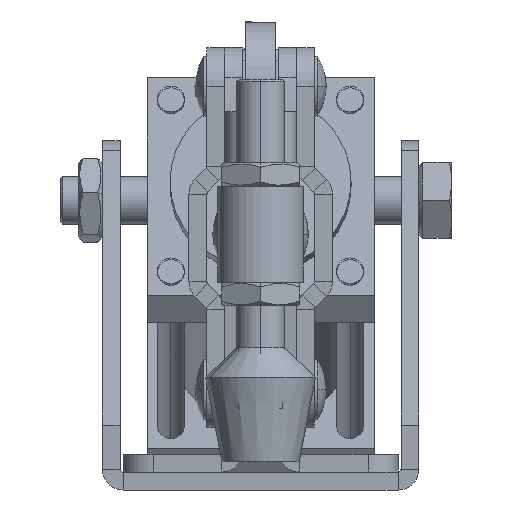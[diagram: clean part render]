
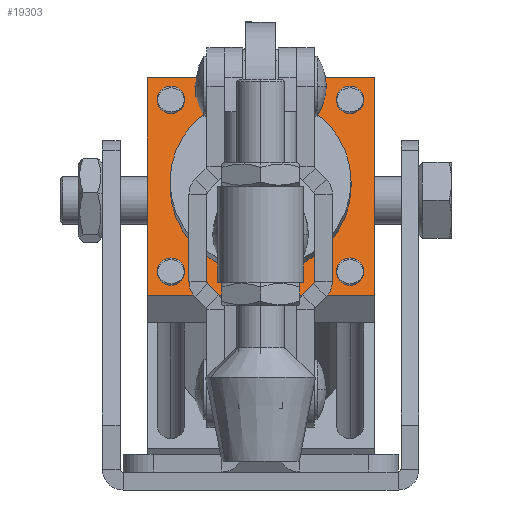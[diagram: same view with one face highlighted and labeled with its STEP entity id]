
A CAD part, left-side view. The second image highlights one B-rep face of the part: STEP entity #19303.
In plain terms, the highlighted face is planar.
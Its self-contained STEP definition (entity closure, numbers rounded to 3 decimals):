
#962 = CARTESIAN_POINT ( 'NONE',  ( 3., -15., 15. ) ) ;
#963 = DIRECTION ( 'NONE',  ( 1., 0., 0. ) ) ;
#964 = DIRECTION ( 'NONE',  ( 0., 1., 0. ) ) ;
#992 = CARTESIAN_POINT ( 'NONE',  ( 3., -15., -15. ) ) ;
#993 = DIRECTION ( 'NONE',  ( 1., 0., 0. ) ) ;
#994 = DIRECTION ( 'NONE',  ( 0., 1., 0. ) ) ;
#1022 = CARTESIAN_POINT ( 'NONE',  ( 3., 15., -15. ) ) ;
#1023 = DIRECTION ( 'NONE',  ( 1., 0., 0. ) ) ;
#1024 = DIRECTION ( 'NONE',  ( 0., 1., 0. ) ) ;
#1052 = CARTESIAN_POINT ( 'NONE',  ( 3., 15., 15. ) ) ;
#1053 = DIRECTION ( 'NONE',  ( 1., 0., 0. ) ) ;
#1054 = DIRECTION ( 'NONE',  ( 0., 1., 0. ) ) ;
#1260 = CARTESIAN_POINT ( 'NONE',  ( 3., -12.75, 15. ) ) ;
#1261 = CARTESIAN_POINT ( 'NONE',  ( 3., -17.25, 15. ) ) ;
#1272 = CARTESIAN_POINT ( 'NONE',  ( 3., -12.75, -15. ) ) ;
#1275 = CARTESIAN_POINT ( 'NONE',  ( 3., -17.25, -15. ) ) ;
#1284 = CARTESIAN_POINT ( 'NONE',  ( 3., 17.25, -15. ) ) ;
#1287 = CARTESIAN_POINT ( 'NONE',  ( 3., 12.75, -15. ) ) ;
#1296 = CARTESIAN_POINT ( 'NONE',  ( 3., 17.25, 15. ) ) ;
#1299 = CARTESIAN_POINT ( 'NONE',  ( 3., 12.75, 15. ) ) ;
#1336 = CARTESIAN_POINT ( 'NONE',  ( 3., 0., -15.15 ) ) ;
#1339 = CARTESIAN_POINT ( 'NONE',  ( 3., 0., 15.15 ) ) ;
#1631 = CARTESIAN_POINT ( 'NONE',  ( 3., 19., -19. ) ) ;
#1635 = CARTESIAN_POINT ( 'NONE',  ( 3., 19., 19. ) ) ;
#1639 = CARTESIAN_POINT ( 'NONE',  ( 3., -19., -19. ) ) ;
#1641 = CARTESIAN_POINT ( 'NONE',  ( 3., -19., 19. ) ) ;
#2153 = ORIENTED_EDGE ( 'NONE', *, *, #11161, .T. ) ;
#2154 = ORIENTED_EDGE ( 'NONE', *, *, #11787, .T. ) ;
#2155 = ORIENTED_EDGE ( 'NONE', *, *, #11162, .T. ) ;
#2156 = ORIENTED_EDGE ( 'NONE', *, *, #11799, .T. ) ;
#2157 = ORIENTED_EDGE ( 'NONE', *, *, #11163, .T. ) ;
#2158 = ORIENTED_EDGE ( 'NONE', *, *, #11811, .T. ) ;
#2159 = ORIENTED_EDGE ( 'NONE', *, *, #11164, .T. ) ;
#2160 = ORIENTED_EDGE ( 'NONE', *, *, #11823, .T. ) ;
#2161 = ORIENTED_EDGE ( 'NONE', *, *, #11165, .T. ) ;
#2162 = ORIENTED_EDGE ( 'NONE', *, *, #11166, .F. ) ;
#2163 = ORIENTED_EDGE ( 'NONE', *, *, #11167, .F. ) ;
#2164 = ORIENTED_EDGE ( 'NONE', *, *, #11150, .T. ) ;
#2165 = ORIENTED_EDGE ( 'NONE', *, *, #11168, .T. ) ;
#2166 = ORIENTED_EDGE ( 'NONE', *, *, #2404, .T. ) ;
#2404 = EDGE_CURVE ( 'NONE', #13032, #13039, #20860, .T. ) ;
#3070 = AXIS2_PLACEMENT_3D ( 'NONE', #30496, #30497, #30498 ) ;
#6833 = AXIS2_PLACEMENT_3D ( 'NONE', #13839, #13840, #13841 ) ;
#6834 = AXIS2_PLACEMENT_3D ( 'NONE', #13842, #13843, #13844 ) ;
#6835 = AXIS2_PLACEMENT_3D ( 'NONE', #13845, #13846, #13847 ) ;
#6836 = AXIS2_PLACEMENT_3D ( 'NONE', #13850, #13851, #13852 ) ;
#6837 = AXIS2_PLACEMENT_3D ( 'NONE', #13857, #13858, #13859 ) ;
#6995 = AXIS2_PLACEMENT_3D ( 'NONE', #962, #963, #964 ) ;
#7001 = AXIS2_PLACEMENT_3D ( 'NONE', #992, #993, #994 ) ;
#7007 = AXIS2_PLACEMENT_3D ( 'NONE', #1022, #1023, #1024 ) ;
#7013 = AXIS2_PLACEMENT_3D ( 'NONE', #1052, #1053, #1054 ) ;
#7312 = AXIS2_PLACEMENT_3D ( 'NONE', #32283, #32274, #32285 ) ;
#8558 = LINE ( 'NONE', #13808, #8566 ) ;
#8566 = VECTOR ( 'NONE', #13813, 1000. ) ;
#8576 = CIRCLE ( 'NONE', #6834, 2.25 ) ;
#8580 = CIRCLE ( 'NONE', #6833, 2.25 ) ;
#8582 = CIRCLE ( 'NONE', #6835, 2.25 ) ;
#8583 = CIRCLE ( 'NONE', #6836, 2.25 ) ;
#8584 = LINE ( 'NONE', #13849, #8587 ) ;
#8585 = LINE ( 'NONE', #13848, #8591 ) ;
#8586 = LINE ( 'NONE', #13853, #8589 ) ;
#8587 = VECTOR ( 'NONE', #13838, 1000. ) ;
#8589 = VECTOR ( 'NONE', #13855, 1000. ) ;
#8590 = CIRCLE ( 'NONE', #6837, 15.15 ) ;
#8591 = VECTOR ( 'NONE', #13856, 1000. ) ;
#11150 = EDGE_CURVE ( 'NONE', #15156, #15152, #8558, .T. ) ;
#11161 = EDGE_CURVE ( 'NONE', #12883, #12881, #8580, .T. ) ;
#11162 = EDGE_CURVE ( 'NONE', #12909, #12903, #8576, .T. ) ;
#11163 = EDGE_CURVE ( 'NONE', #12931, #12925, #8582, .T. ) ;
#11164 = EDGE_CURVE ( 'NONE', #12954, #12949, #8583, .T. ) ;
#11165 = EDGE_CURVE ( 'NONE', #15152, #15160, #8584, .T. ) ;
#11166 = EDGE_CURVE ( 'NONE', #15162, #15160, #8586, .T. ) ;
#11167 = EDGE_CURVE ( 'NONE', #15156, #15162, #8585, .T. ) ;
#11168 = EDGE_CURVE ( 'NONE', #13039, #13032, #8590, .T. ) ;
#11787 = EDGE_CURVE ( 'NONE', #12881, #12883, #25041, .T. ) ;
#11799 = EDGE_CURVE ( 'NONE', #12903, #12909, #25073, .T. ) ;
#11811 = EDGE_CURVE ( 'NONE', #12925, #12931, #25111, .T. ) ;
#11823 = EDGE_CURVE ( 'NONE', #12949, #12954, #25149, .T. ) ;
#12881 = VERTEX_POINT ( 'NONE', #1260 ) ;
#12883 = VERTEX_POINT ( 'NONE', #1261 ) ;
#12903 = VERTEX_POINT ( 'NONE', #1272 ) ;
#12909 = VERTEX_POINT ( 'NONE', #1275 ) ;
#12925 = VERTEX_POINT ( 'NONE', #1284 ) ;
#12931 = VERTEX_POINT ( 'NONE', #1287 ) ;
#12949 = VERTEX_POINT ( 'NONE', #1296 ) ;
#12954 = VERTEX_POINT ( 'NONE', #1299 ) ;
#13032 = VERTEX_POINT ( 'NONE', #1336 ) ;
#13039 = VERTEX_POINT ( 'NONE', #1339 ) ;
#13808 = CARTESIAN_POINT ( 'NONE',  ( 3., 19., 19. ) ) ;
#13813 = DIRECTION ( 'NONE',  ( 0., 0., -1. ) ) ;
#13838 = DIRECTION ( 'NONE',  ( 0., -1., 0. ) ) ;
#13839 = CARTESIAN_POINT ( 'NONE',  ( 3., -15., 15. ) ) ;
#13840 = DIRECTION ( 'NONE',  ( 1., 0., 0. ) ) ;
#13841 = DIRECTION ( 'NONE',  ( 0., 1., 0. ) ) ;
#13842 = CARTESIAN_POINT ( 'NONE',  ( 3., -15., -15. ) ) ;
#13843 = DIRECTION ( 'NONE',  ( 1., 0., 0. ) ) ;
#13844 = DIRECTION ( 'NONE',  ( 0., 1., 0. ) ) ;
#13845 = CARTESIAN_POINT ( 'NONE',  ( 3., 15., -15. ) ) ;
#13846 = DIRECTION ( 'NONE',  ( 1., 0., 0. ) ) ;
#13847 = DIRECTION ( 'NONE',  ( 0., 1., 0. ) ) ;
#13848 = CARTESIAN_POINT ( 'NONE',  ( 3., 19., 19. ) ) ;
#13849 = CARTESIAN_POINT ( 'NONE',  ( 3., 19., -19. ) ) ;
#13850 = CARTESIAN_POINT ( 'NONE',  ( 3., 15., 15. ) ) ;
#13851 = DIRECTION ( 'NONE',  ( 1., 0., 0. ) ) ;
#13852 = DIRECTION ( 'NONE',  ( 0., 1., 0. ) ) ;
#13853 = CARTESIAN_POINT ( 'NONE',  ( 3., -19., 19. ) ) ;
#13855 = DIRECTION ( 'NONE',  ( 0., 0., -1. ) ) ;
#13856 = DIRECTION ( 'NONE',  ( 0., -1., 0. ) ) ;
#13857 = CARTESIAN_POINT ( 'NONE',  ( 3., 0., 0. ) ) ;
#13858 = DIRECTION ( 'NONE',  ( 1., 0., 0. ) ) ;
#13859 = DIRECTION ( 'NONE',  ( 0., 1., 0. ) ) ;
#15152 = VERTEX_POINT ( 'NONE', #1631 ) ;
#15156 = VERTEX_POINT ( 'NONE', #1635 ) ;
#15160 = VERTEX_POINT ( 'NONE', #1639 ) ;
#15162 = VERTEX_POINT ( 'NONE', #1641 ) ;
#17079 = FACE_BOUND ( 'NONE', #20714, .T. ) ;
#17080 = FACE_BOUND ( 'NONE', #20715, .T. ) ;
#17081 = FACE_OUTER_BOUND ( 'NONE', #20770, .T. ) ;
#17082 = FACE_BOUND ( 'NONE', #20745, .T. ) ;
#17083 = FACE_BOUND ( 'NONE', #20705, .T. ) ;
#17084 = FACE_BOUND ( 'NONE', #20703, .T. ) ;
#19303 = ADVANCED_FACE ( 'NONE', ( #17079, #17083, #17080, #17082, #17081, #17084 ), #32282, .F. ) ;
#20703 = EDGE_LOOP ( 'NONE', ( #2165, #2166 ) ) ;
#20705 = EDGE_LOOP ( 'NONE', ( #2155, #2156 ) ) ;
#20714 = EDGE_LOOP ( 'NONE', ( #2153, #2154 ) ) ;
#20715 = EDGE_LOOP ( 'NONE', ( #2157, #2158 ) ) ;
#20745 = EDGE_LOOP ( 'NONE', ( #2159, #2160 ) ) ;
#20770 = EDGE_LOOP ( 'NONE', ( #2161, #2162, #2163, #2164 ) ) ;
#20860 = CIRCLE ( 'NONE', #3070, 15.15 ) ;
#25041 = CIRCLE ( 'NONE', #6995, 2.25 ) ;
#25073 = CIRCLE ( 'NONE', #7001, 2.25 ) ;
#25111 = CIRCLE ( 'NONE', #7007, 2.25 ) ;
#25149 = CIRCLE ( 'NONE', #7013, 2.25 ) ;
#30496 = CARTESIAN_POINT ( 'NONE',  ( 3., 0., 0. ) ) ;
#30497 = DIRECTION ( 'NONE',  ( 1., 0., 0. ) ) ;
#30498 = DIRECTION ( 'NONE',  ( 0., 1., 0. ) ) ;
#32274 = DIRECTION ( 'NONE',  ( 1., 0., 0. ) ) ;
#32282 = PLANE ( 'NONE',  #7312 ) ;
#32283 = CARTESIAN_POINT ( 'NONE',  ( 3., 19., 19. ) ) ;
#32285 = DIRECTION ( 'NONE',  ( 0., 1., 0. ) ) ;
